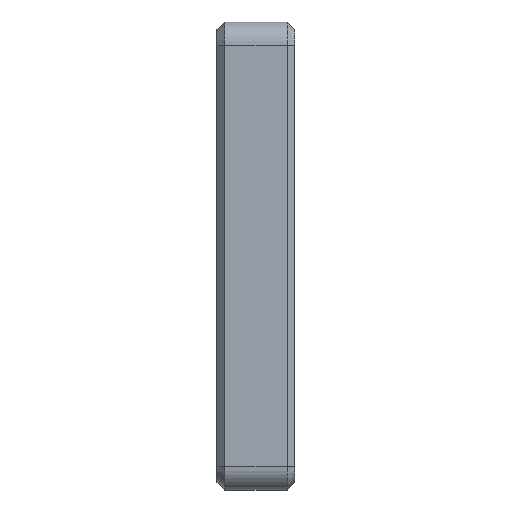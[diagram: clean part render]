
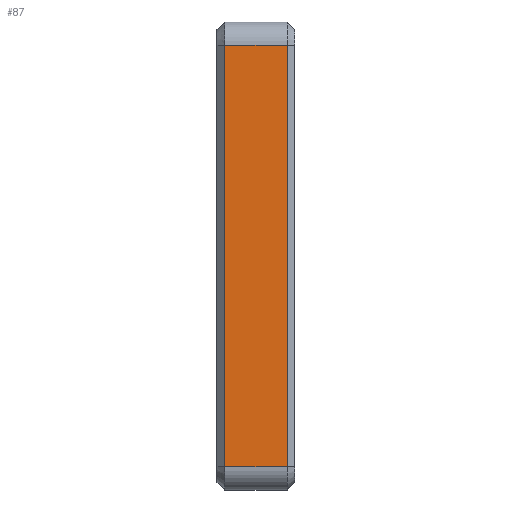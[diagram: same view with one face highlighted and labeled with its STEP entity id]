
A CAD part, left-side view. The second image highlights one B-rep face of the part: STEP entity #87.
In plain terms, the highlighted planar face has unit normal (-1, 0, 0).
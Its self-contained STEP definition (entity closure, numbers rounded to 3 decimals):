
#49 = EDGE_CURVE ( 'NONE', #145, #99, #431, .T. ) ;
#64 = ORIENTED_EDGE ( 'NONE', *, *, #517, .T. ) ;
#87 = ADVANCED_FACE ( 'NONE', ( #1279 ), #1061, .F. ) ;
#99 = VERTEX_POINT ( 'NONE', #1169 ) ;
#145 = VERTEX_POINT ( 'NONE', #693 ) ;
#200 = CARTESIAN_POINT ( 'NONE',  ( -30., 10., -27. ) ) ;
#213 = VECTOR ( 'NONE', #945, 1000. ) ;
#422 = VECTOR ( 'NONE', #832, 1000. ) ;
#431 = LINE ( 'NONE', #442, #775 ) ;
#442 = CARTESIAN_POINT ( 'NONE',  ( -30., 1., 27. ) ) ;
#483 = ORIENTED_EDGE ( 'NONE', *, *, #1050, .T. ) ;
#517 = EDGE_CURVE ( 'NONE', #1066, #816, #1236, .T. ) ;
#530 = CARTESIAN_POINT ( 'NONE',  ( -30., 10., 30. ) ) ;
#585 = EDGE_LOOP ( 'NONE', ( #1336, #64, #483, #1273 ) ) ;
#693 = CARTESIAN_POINT ( 'NONE',  ( -30., 1., -27. ) ) ;
#721 = AXIS2_PLACEMENT_3D ( 'NONE', #530, #976, #1183 ) ;
#775 = VECTOR ( 'NONE', #1161, 1000. ) ;
#816 = VERTEX_POINT ( 'NONE', #1237 ) ;
#832 = DIRECTION ( 'NONE',  ( 0., 1., 0. ) ) ;
#835 = LINE ( 'NONE', #200, #973 ) ;
#945 = DIRECTION ( 'NONE',  ( 0., 0., -1. ) ) ;
#973 = VECTOR ( 'NONE', #1345, 1000. ) ;
#976 = DIRECTION ( 'NONE',  ( 1., 0., 0. ) ) ;
#1050 = EDGE_CURVE ( 'NONE', #816, #145, #835, .T. ) ;
#1061 = PLANE ( 'NONE',  #721 ) ;
#1066 = VERTEX_POINT ( 'NONE', #1146 ) ;
#1096 = EDGE_CURVE ( 'NONE', #99, #1066, #1361, .T. ) ;
#1146 = CARTESIAN_POINT ( 'NONE',  ( -30., 9., 27. ) ) ;
#1161 = DIRECTION ( 'NONE',  ( 0., 0., 1. ) ) ;
#1169 = CARTESIAN_POINT ( 'NONE',  ( -30., 1., 27. ) ) ;
#1183 = DIRECTION ( 'NONE',  ( 0., 0., -1. ) ) ;
#1236 = LINE ( 'NONE', #1358, #213 ) ;
#1237 = CARTESIAN_POINT ( 'NONE',  ( -30., 9., -27. ) ) ;
#1257 = CARTESIAN_POINT ( 'NONE',  ( -30., 10., 27. ) ) ;
#1273 = ORIENTED_EDGE ( 'NONE', *, *, #49, .T. ) ;
#1279 = FACE_OUTER_BOUND ( 'NONE', #585, .T. ) ;
#1336 = ORIENTED_EDGE ( 'NONE', *, *, #1096, .T. ) ;
#1345 = DIRECTION ( 'NONE',  ( 0., -1., 0. ) ) ;
#1358 = CARTESIAN_POINT ( 'NONE',  ( -30., 9., 30. ) ) ;
#1361 = LINE ( 'NONE', #1257, #422 ) ;
